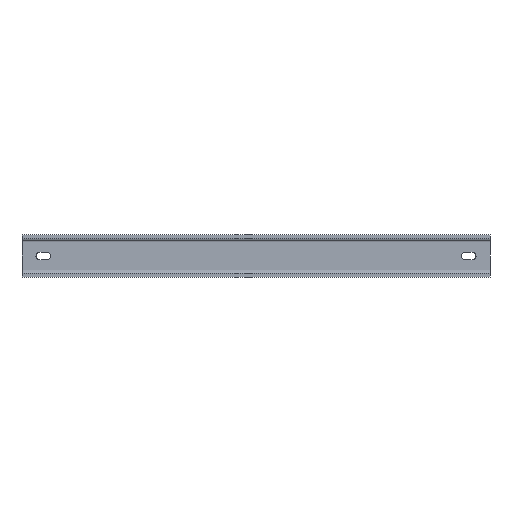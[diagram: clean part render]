
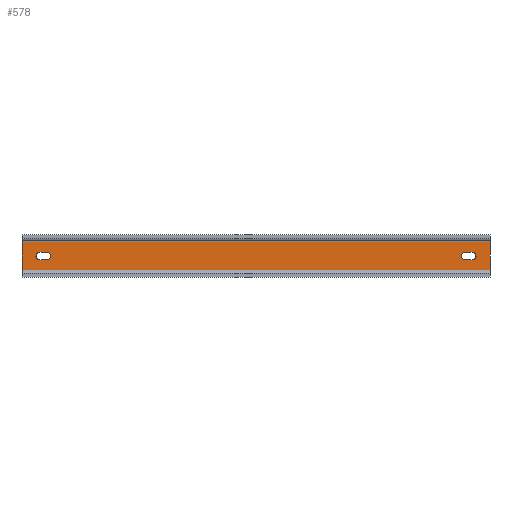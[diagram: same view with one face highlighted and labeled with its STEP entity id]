
A CAD part, top view. The second image highlights one B-rep face of the part: STEP entity #578.
In plain terms, the highlighted planar face has unit normal (0, 0, 1).
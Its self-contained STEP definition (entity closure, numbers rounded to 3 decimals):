
#15=FACE_BOUND('',#99,.T.);
#16=FACE_BOUND('',#100,.T.);
#20=CIRCLE('',#621,3.2);
#22=CIRCLE('',#625,3.2);
#24=CIRCLE('',#629,3.2);
#26=CIRCLE('',#633,3.2);
#68=FACE_OUTER_BOUND('',#98,.T.);
#98=EDGE_LOOP('',(#463,#464,#465,#466));
#99=EDGE_LOOP('',(#467,#468,#469,#470));
#100=EDGE_LOOP('',(#471,#472,#473,#474));
#121=LINE('',#850,#181);
#125=LINE('',#862,#185);
#129=LINE('',#874,#189);
#133=LINE('',#886,#193);
#141=LINE('',#914,#201);
#152=LINE('',#953,#212);
#162=LINE('',#979,#222);
#163=LINE('',#981,#223);
#181=VECTOR('',#678,10.);
#185=VECTOR('',#690,10.);
#189=VECTOR('',#702,10.);
#193=VECTOR('',#714,10.);
#201=VECTOR('',#738,10.);
#212=VECTOR('',#767,10.);
#222=VECTOR('',#791,10.);
#223=VECTOR('',#794,10.);
#241=VERTEX_POINT('',#847);
#242=VERTEX_POINT('',#849);
#244=VERTEX_POINT('',#855);
#246=VERTEX_POINT('',#861);
#249=VERTEX_POINT('',#871);
#250=VERTEX_POINT('',#873);
#252=VERTEX_POINT('',#879);
#254=VERTEX_POINT('',#885);
#265=VERTEX_POINT('',#911);
#266=VERTEX_POINT('',#913);
#284=VERTEX_POINT('',#950);
#285=VERTEX_POINT('',#952);
#297=EDGE_CURVE('',#242,#241,#121,.T.);
#300=EDGE_CURVE('',#244,#242,#20,.T.);
#303=EDGE_CURVE('',#246,#244,#125,.T.);
#306=EDGE_CURVE('',#241,#246,#22,.T.);
#309=EDGE_CURVE('',#250,#249,#129,.T.);
#312=EDGE_CURVE('',#252,#250,#24,.T.);
#315=EDGE_CURVE('',#254,#252,#133,.T.);
#318=EDGE_CURVE('',#249,#254,#26,.T.);
#329=EDGE_CURVE('',#265,#266,#141,.T.);
#348=EDGE_CURVE('',#285,#284,#152,.T.);
#362=EDGE_CURVE('',#265,#285,#162,.T.);
#363=EDGE_CURVE('',#266,#284,#163,.T.);
#463=ORIENTED_EDGE('',*,*,#348,.T.);
#464=ORIENTED_EDGE('',*,*,#363,.F.);
#465=ORIENTED_EDGE('',*,*,#329,.F.);
#466=ORIENTED_EDGE('',*,*,#362,.T.);
#467=ORIENTED_EDGE('',*,*,#303,.T.);
#468=ORIENTED_EDGE('',*,*,#300,.T.);
#469=ORIENTED_EDGE('',*,*,#297,.T.);
#470=ORIENTED_EDGE('',*,*,#306,.T.);
#471=ORIENTED_EDGE('',*,*,#315,.T.);
#472=ORIENTED_EDGE('',*,*,#312,.T.);
#473=ORIENTED_EDGE('',*,*,#309,.T.);
#474=ORIENTED_EDGE('',*,*,#318,.T.);
#554=PLANE('',#655);
#578=ADVANCED_FACE('',(#68,#15,#16),#554,.T.);
#621=AXIS2_PLACEMENT_3D('',#856,#684,#685);
#625=AXIS2_PLACEMENT_3D('',#866,#696,#697);
#629=AXIS2_PLACEMENT_3D('',#880,#708,#709);
#633=AXIS2_PLACEMENT_3D('',#890,#720,#721);
#655=AXIS2_PLACEMENT_3D('',#980,#792,#793);
#678=DIRECTION('',(-1.,0.,0.));
#684=DIRECTION('center_axis',(0.,0.,-1.));
#685=DIRECTION('ref_axis',(1.,0.,0.));
#690=DIRECTION('',(1.,0.,0.));
#696=DIRECTION('center_axis',(0.,0.,-1.));
#697=DIRECTION('ref_axis',(1.,0.,0.));
#702=DIRECTION('',(-1.,0.,0.));
#708=DIRECTION('center_axis',(0.,0.,-1.));
#709=DIRECTION('ref_axis',(1.,0.,0.));
#714=DIRECTION('',(1.,0.,0.));
#720=DIRECTION('center_axis',(0.,0.,-1.));
#721=DIRECTION('ref_axis',(1.,0.,0.));
#738=DIRECTION('',(0.,1.,0.));
#767=DIRECTION('',(0.,1.,0.));
#791=DIRECTION('',(1.,0.,0.));
#792=DIRECTION('center_axis',(0.,0.,1.));
#793=DIRECTION('ref_axis',(1.,0.,0.));
#794=DIRECTION('',(1.,0.,0.));
#847=CARTESIAN_POINT('',(330.7,14.3,1.));
#849=CARTESIAN_POINT('',(336.3,14.3,1.));
#850=CARTESIAN_POINT('',(168.15,14.3,1.));
#855=CARTESIAN_POINT('',(336.3,20.7,1.));
#856=CARTESIAN_POINT('Origin',(336.3,17.5,1.));
#861=CARTESIAN_POINT('',(330.7,20.7,1.));
#862=CARTESIAN_POINT('',(165.35,20.7,1.));
#866=CARTESIAN_POINT('Origin',(330.7,17.5,1.));
#871=CARTESIAN_POINT('',(-19.3,14.3,1.));
#873=CARTESIAN_POINT('',(-13.7,14.3,1.));
#874=CARTESIAN_POINT('',(-6.85,14.3,1.));
#879=CARTESIAN_POINT('',(-13.7,20.7,1.));
#880=CARTESIAN_POINT('Origin',(-13.7,17.5,1.));
#885=CARTESIAN_POINT('',(-19.3,20.7,1.));
#886=CARTESIAN_POINT('',(-9.65,20.7,1.));
#890=CARTESIAN_POINT('Origin',(-19.3,17.5,1.));
#911=CARTESIAN_POINT('',(-34.,5.8,1.));
#913=CARTESIAN_POINT('',(-34.,29.2,1.));
#914=CARTESIAN_POINT('',(-34.,5.8,1.));
#950=CARTESIAN_POINT('',(351.,29.2,1.));
#952=CARTESIAN_POINT('',(351.,5.8,1.));
#953=CARTESIAN_POINT('',(351.,29.2,1.));
#979=CARTESIAN_POINT('',(0.,5.8,1.));
#980=CARTESIAN_POINT('Origin',(0.,5.8,1.));
#981=CARTESIAN_POINT('',(0.,29.2,1.));
